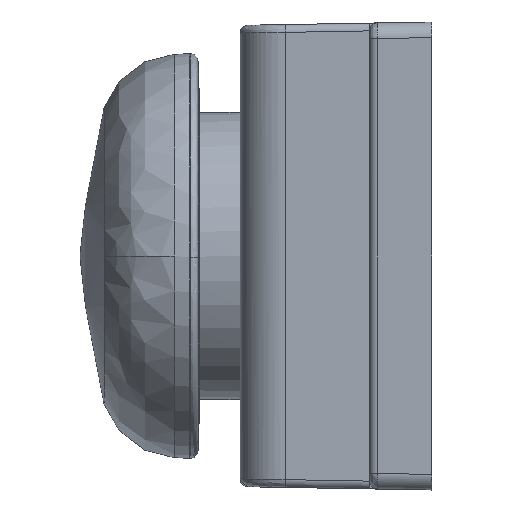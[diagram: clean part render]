
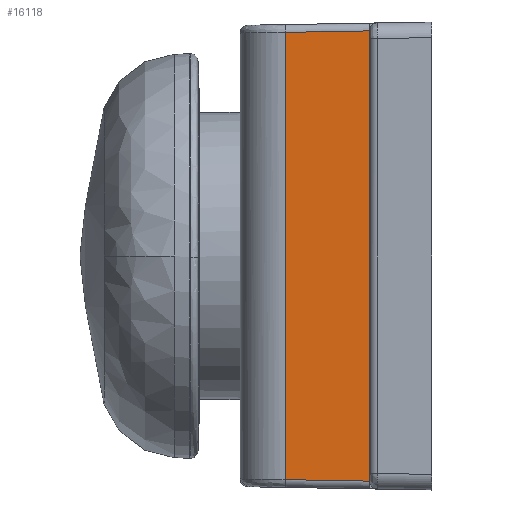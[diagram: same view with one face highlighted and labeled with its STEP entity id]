
A CAD part, left-side view. The second image highlights one B-rep face of the part: STEP entity #16118.
In plain terms, the highlighted planar face has unit normal (-0.999, 0.035, 0).
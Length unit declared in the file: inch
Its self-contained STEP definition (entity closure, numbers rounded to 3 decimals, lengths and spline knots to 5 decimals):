
#497 = CARTESIAN_POINT ( 'NONE',  ( -0.50438, 0.21278, -0.56441 ) ) ;
#570 = CARTESIAN_POINT ( 'NONE',  ( -0.50438, 0.21278, 0.56441 ) ) ;
#597 = DIRECTION ( 'NONE',  ( -0.035, -0.999, -0.017 ) ) ;
#598 = VECTOR ( 'NONE', #597, 39.37008 ) ;
#599 = CARTESIAN_POINT ( 'NONE',  ( -0.50438, 0.21278, -0.56441 ) ) ;
#600 = LINE ( 'NONE', #599, #598 ) ;
#609 = DIRECTION ( 'NONE',  ( 0.035, 0.999, -0.017 ) ) ;
#610 = VECTOR ( 'NONE', #609, 39.37008 ) ;
#611 = CARTESIAN_POINT ( 'NONE',  ( -0.51181, 0., 0.56813 ) ) ;
#612 = LINE ( 'NONE', #611, #610 ) ;
#1242 = DIRECTION ( 'NONE',  ( 0., 0., 1. ) ) ;
#1243 = VECTOR ( 'NONE', #1242, 39.37008 ) ;
#1244 = CARTESIAN_POINT ( 'NONE',  ( -0.50438, 0.21278, -0.59055 ) ) ;
#1245 = LINE ( 'NONE', #1244, #1243 ) ;
#1266 = DIRECTION ( 'NONE',  ( -0.035, -0.999, 0. ) ) ;
#1267 = DIRECTION ( 'NONE',  ( -0.999, 0.035, 0. ) ) ;
#1268 = CARTESIAN_POINT ( 'NONE',  ( -0.50438, 0.21278, -0.59055 ) ) ;
#1269 = AXIS2_PLACEMENT_3D ( 'NONE', #1268, #1267, #1266 ) ;
#1272 = FACE_OUTER_BOUND ( 'NONE', #16119, .T. ) ;
#1274 = PLANE ( 'NONE',  #1269 ) ;
#11694 = VERTEX_POINT ( 'NONE', #18490 ) ;
#11696 = EDGE_CURVE ( 'NONE', #11697, #11694, #18489, .T. ) ;
#11697 = VERTEX_POINT ( 'NONE', #18480 ) ;
#15786 = VERTEX_POINT ( 'NONE', #497 ) ;
#15827 = VERTEX_POINT ( 'NONE', #570 ) ;
#15830 = EDGE_CURVE ( 'NONE', #11694, #15827, #612, .T. ) ;
#15839 = EDGE_CURVE ( 'NONE', #15786, #11697, #600, .T. ) ;
#16118 = ADVANCED_FACE ( 'NONE', ( #1272 ), #1274, .T. ) ;
#16119 = EDGE_LOOP ( 'NONE', ( #16120, #16121, #16123, #16172 ) ) ;
#16120 = ORIENTED_EDGE ( 'NONE', *, *, #11696, .T. ) ;
#16121 = ORIENTED_EDGE ( 'NONE', *, *, #15830, .T. ) ;
#16123 = ORIENTED_EDGE ( 'NONE', *, *, #16125, .F. ) ;
#16125 = EDGE_CURVE ( 'NONE', #15786, #15827, #1245, .T. ) ;
#16172 = ORIENTED_EDGE ( 'NONE', *, *, #15839, .T. ) ;
#18480 = CARTESIAN_POINT ( 'NONE',  ( -0.51181, 0., -0.56813 ) ) ;
#18481 = DIRECTION ( 'NONE',  ( 0., 0., 1. ) ) ;
#18482 = VECTOR ( 'NONE', #18481, 39.37008 ) ;
#18483 = CARTESIAN_POINT ( 'NONE',  ( -0.51181, 0., -0.59055 ) ) ;
#18489 = LINE ( 'NONE', #18483, #18482 ) ;
#18490 = CARTESIAN_POINT ( 'NONE',  ( -0.51181, 0., 0.56813 ) ) ;
